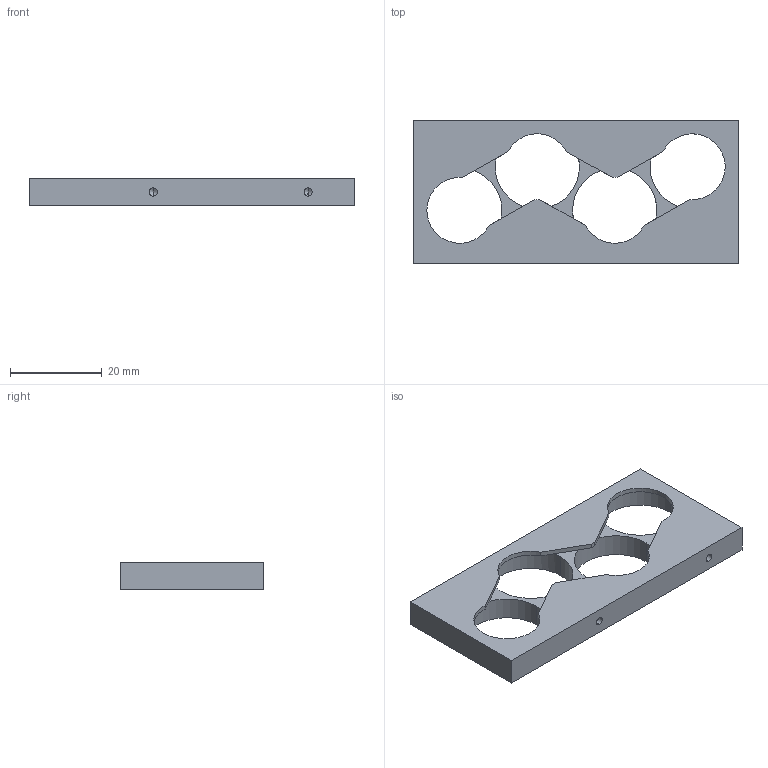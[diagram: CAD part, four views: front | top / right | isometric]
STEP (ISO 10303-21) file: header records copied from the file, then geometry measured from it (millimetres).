
FILE_DESCRIPTION (( 'STEP AP214' ), '1' );
FILE_NAME ('Battery Holder.STEP', '2017-09-23T22:49:20', ( '' ), ( '' ), 'SwSTEP 2.0', 'SolidWorks 2016', '' );
FILE_SCHEMA (( 'AUTOMOTIVE_DESIGN' ));
Length unit declared in the file: millimetre
Products named in the file (1): Battery Holder
Bounding box: 71.14 x 31.4 x 6 mm (x, y, z)
Volume: 7156 mm3; surface area: 5456.6 mm2
Topology: 1 solids, 1 shells, 44 faces, 119 edges, 72 vertices
Faces by surface type: plane 21, cylinder 19, cone 4
Entity records: 1407 total; most frequent: DIRECTION 255, CARTESIAN_POINT 232, ORIENTED_EDGE 230, EDGE_CURVE 115, AXIS2_PLACEMENT_3D 95, VERTEX_POINT 72, LINE 65, VECTOR 65
